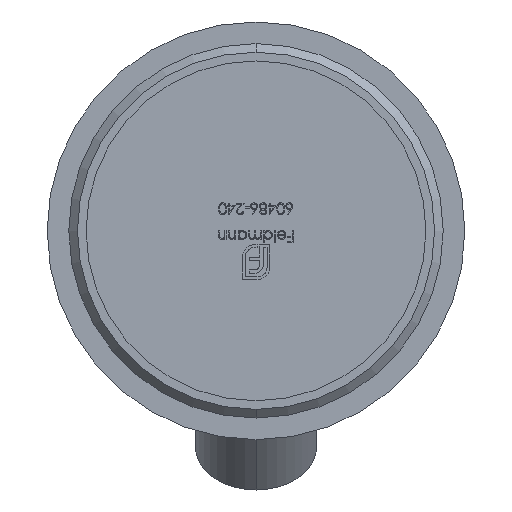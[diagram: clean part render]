
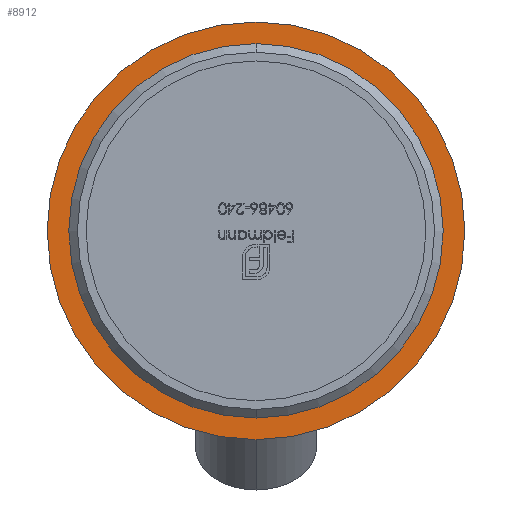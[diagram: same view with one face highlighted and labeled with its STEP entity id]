
A CAD part, front view. The second image highlights one B-rep face of the part: STEP entity #8912.
In plain terms, the highlighted planar face has unit normal (0, -1, 0).
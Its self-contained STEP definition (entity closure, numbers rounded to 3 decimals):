
#510 = CIRCLE ( 'NONE', #14086, 24.15 ) ;
#724 = CARTESIAN_POINT ( 'NONE',  ( 0., -7., 0. ) ) ;
#1046 = DIRECTION ( 'NONE',  ( 0., 0., 1. ) ) ;
#1855 = AXIS2_PLACEMENT_3D ( 'NONE', #724, #4445, #9322 ) ;
#2141 = AXIS2_PLACEMENT_3D ( 'NONE', #7494, #12362, #9812 ) ;
#2189 = FACE_BOUND ( 'NONE', #15799, .T. ) ;
#2535 = DIRECTION ( 'NONE',  ( 0., 1., 0. ) ) ;
#2709 = VERTEX_POINT ( 'NONE', #4243 ) ;
#3048 = VERTEX_POINT ( 'NONE', #7129 ) ;
#3744 = DIRECTION ( 'NONE',  ( 0., 0., 1. ) ) ;
#3858 = EDGE_LOOP ( 'NONE', ( #12222, #14917 ) ) ;
#3902 = ORIENTED_EDGE ( 'NONE', *, *, #7227, .F. ) ;
#4243 = CARTESIAN_POINT ( 'NONE',  ( 0., -7., 24.15 ) ) ;
#4445 = DIRECTION ( 'NONE',  ( 0., -1., 0. ) ) ;
#4476 = CIRCLE ( 'NONE', #13891, 24.15 ) ;
#5096 = DIRECTION ( 'NONE',  ( 0., 1., 0. ) ) ;
#5896 = EDGE_CURVE ( 'NONE', #8547, #2709, #510, .T. ) ;
#6247 = CARTESIAN_POINT ( 'NONE',  ( 0., -7., 0. ) ) ;
#6349 = DIRECTION ( 'NONE',  ( 0., 0., 1. ) ) ;
#7129 = CARTESIAN_POINT ( 'NONE',  ( 0., -7., 21.65 ) ) ;
#7227 = EDGE_CURVE ( 'NONE', #10098, #3048, #12262, .T. ) ;
#7494 = CARTESIAN_POINT ( 'NONE',  ( 0., -7., 0. ) ) ;
#7842 = EDGE_CURVE ( 'NONE', #2709, #8547, #4476, .T. ) ;
#8333 = CIRCLE ( 'NONE', #1855, 21.65 ) ;
#8547 = VERTEX_POINT ( 'NONE', #11107 ) ;
#8665 = DIRECTION ( 'NONE',  ( 0., 1., 0. ) ) ;
#8912 = ADVANCED_FACE ( 'NONE', ( #2189, #12970 ), #9538, .F. ) ;
#9322 = DIRECTION ( 'NONE',  ( 0., 0., 1. ) ) ;
#9538 = PLANE ( 'NONE',  #14647 ) ;
#9812 = DIRECTION ( 'NONE',  ( 0., 0., 1. ) ) ;
#10098 = VERTEX_POINT ( 'NONE', #14526 ) ;
#10510 = EDGE_CURVE ( 'NONE', #3048, #10098, #8333, .T. ) ;
#11033 = CARTESIAN_POINT ( 'NONE',  ( 0., -7., 0. ) ) ;
#11107 = CARTESIAN_POINT ( 'NONE',  ( 0., -7., -24.15 ) ) ;
#12222 = ORIENTED_EDGE ( 'NONE', *, *, #7842, .F. ) ;
#12262 = CIRCLE ( 'NONE', #2141, 21.65 ) ;
#12362 = DIRECTION ( 'NONE',  ( 0., -1., 0. ) ) ;
#12970 = FACE_OUTER_BOUND ( 'NONE', #3858, .T. ) ;
#13891 = AXIS2_PLACEMENT_3D ( 'NONE', #11033, #2535, #3744 ) ;
#14086 = AXIS2_PLACEMENT_3D ( 'NONE', #6247, #5096, #6349 ) ;
#14500 = CARTESIAN_POINT ( 'NONE',  ( 0., -7., 0. ) ) ;
#14526 = CARTESIAN_POINT ( 'NONE',  ( 0., -7., -21.65 ) ) ;
#14647 = AXIS2_PLACEMENT_3D ( 'NONE', #14500, #8665, #1046 ) ;
#14917 = ORIENTED_EDGE ( 'NONE', *, *, #5896, .F. ) ;
#15152 = ORIENTED_EDGE ( 'NONE', *, *, #10510, .F. ) ;
#15799 = EDGE_LOOP ( 'NONE', ( #15152, #3902 ) ) ;
